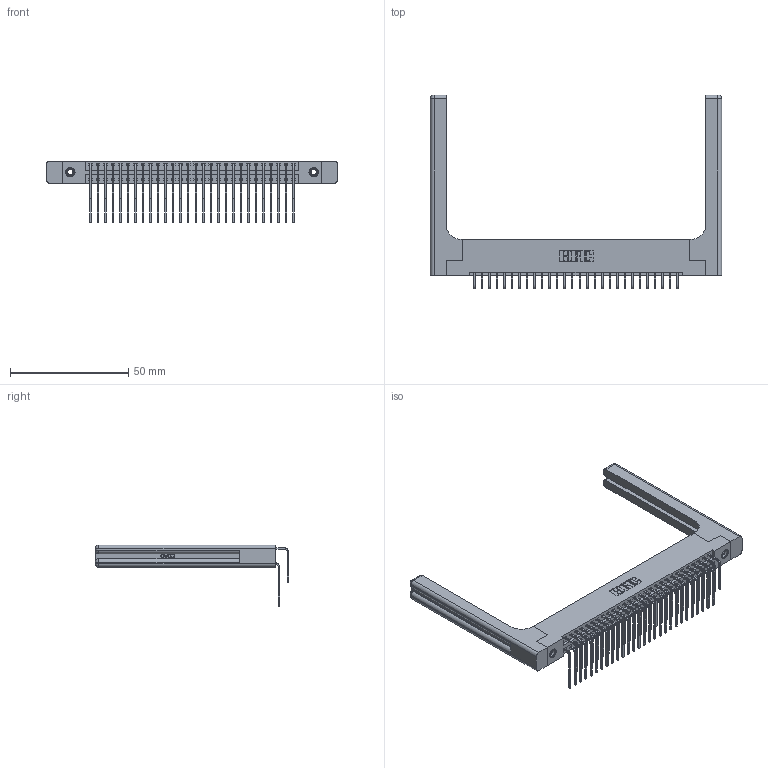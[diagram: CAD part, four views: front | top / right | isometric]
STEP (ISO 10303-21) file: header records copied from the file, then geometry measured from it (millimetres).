
FILE_DESCRIPTION (( 'STEP AP203' ), '1' );
FILE_NAME ('396-056-559-258.STEP', '2019-11-03T09:22:34', ( '' ), ( '' ), 'SwSTEP 2.0', 'SolidWorks 2016', '' );
FILE_SCHEMA (( 'CONFIG_CONTROL_DESIGN' ));
Length unit declared in the file: inch
Products named in the file (6): 345-292-001_558 559 Tail - 1; 346-220-058_345-220-058; 345-292-001_559 Tail - 2; 346 Part_Flush Mounting Lugs - 0.156 Dia-TH; 396-056-559-258; 345-250-001_345-250-001-102
Assembly tree (61 placements, depth 2):
  396-056-559-258
    346 Part_Flush Mounting Lugs - 0.156 Dia-TH
    345-292-001_558 559 Tail - 1  x28
    345-292-001_559 Tail - 2  x28
    345-250-001_345-250-001-102  x2
    346-220-058_345-220-058  x2
Bounding box: 122.96 x 81.85 x 26.16 mm (x, y, z)
Volume: 19698.8 mm3; surface area: 23078.5 mm2
Topology: 61 solids, 61 shells, 3402 faces, 10011 edges, 6578 vertices
Faces by surface type: plane 2296, cylinder 1046, bspline 36, cone 12, sphere 8, torus 4
Entity records: 27124 total; most frequent: CARTESIAN_POINT 5548, ORIENTED_EDGE 4228, DIRECTION 3846, EDGE_CURVE 2114, VECTOR 1738, LINE 1738, VERTEX_POINT 1398, AXIS2_PLACEMENT_3D 1054
